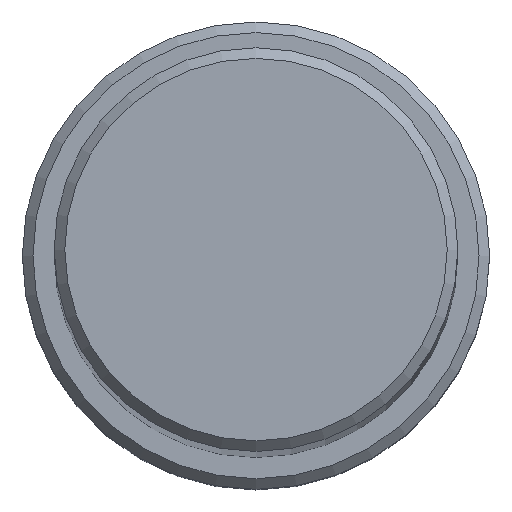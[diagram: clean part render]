
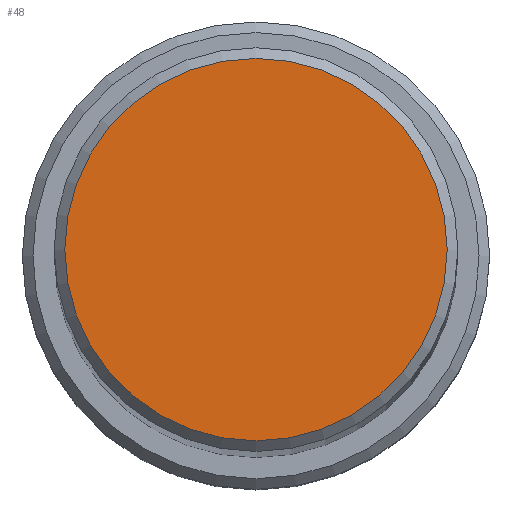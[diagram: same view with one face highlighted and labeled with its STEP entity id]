
A CAD part, top view. The second image highlights one B-rep face of the part: STEP entity #48.
In plain terms, the highlighted planar face has unit normal (0, 0, 1).
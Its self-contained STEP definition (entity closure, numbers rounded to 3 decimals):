
#35=FACE_OUTER_BOUND('',#77,.T.);
#38=PLANE('',#166);
#48=ADVANCED_FACE('',(#35),#38,.F.);
#77=EDGE_LOOP('',(#91));
#91=ORIENTED_EDGE('',*,*,#106,.T.);
#99=VERTEX_POINT('',#234);
#106=EDGE_CURVE('',#99,#99,#113,.T.);
#113=CIRCLE('',#164,9.);
#164=AXIS2_PLACEMENT_3D('',#233,#200,#201);
#166=AXIS2_PLACEMENT_3D('',#236,#204,#205);
#200=DIRECTION('',(0.,0.,1.));
#201=DIRECTION('',(1.,0.,0.));
#204=DIRECTION('',(0.,0.,-1.));
#205=DIRECTION('',(-1.,0.,0.));
#233=CARTESIAN_POINT('',(0.,0.,0.));
#234=CARTESIAN_POINT('',(9.,0.,0.));
#236=CARTESIAN_POINT('',(0.,-9.,0.));
